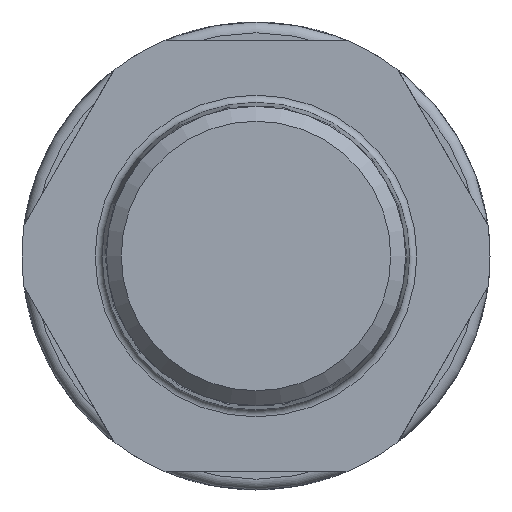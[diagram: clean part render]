
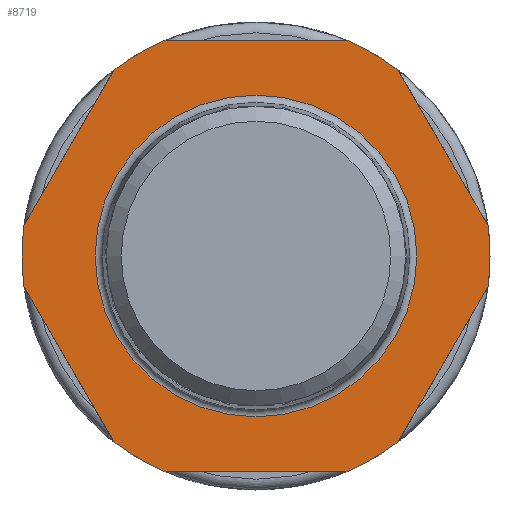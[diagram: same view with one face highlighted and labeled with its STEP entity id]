
A CAD part, left-side view. The second image highlights one B-rep face of the part: STEP entity #8719.
In plain terms, the highlighted planar face has unit normal (-1, 0, 0).
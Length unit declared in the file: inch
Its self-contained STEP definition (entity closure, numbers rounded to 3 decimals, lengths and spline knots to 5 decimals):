
#139=FACE_BOUND('',#2352,.T.);
#978=LINE('',#18201,#1295);
#981=LINE('',#18227,#1298);
#984=LINE('',#18253,#1301);
#987=LINE('',#18279,#1304);
#990=LINE('',#18297,#1307);
#993=LINE('',#18334,#1310);
#1295=VECTOR('',#12001,0.3937);
#1298=VECTOR('',#12006,0.3937);
#1301=VECTOR('',#12011,0.3937);
#1304=VECTOR('',#12016,0.3937);
#1307=VECTOR('',#12021,0.3937);
#1310=VECTOR('',#12026,0.3937);
#1880=FACE_OUTER_BOUND('',#2351,.T.);
#2351=EDGE_LOOP('',(#7594,#7595,#7596,#7597,#7598,#7599,#7600,#7601,#7602,
#7603,#7604,#7605));
#2352=EDGE_LOOP('',(#7606,#7607));
#2885=CIRCLE('',#9728,0.63976);
#2887=CIRCLE('',#9731,0.63976);
#2888=CIRCLE('',#9733,0.63976);
#2891=CIRCLE('',#9737,0.63976);
#2892=CIRCLE('',#9739,0.63976);
#2898=CIRCLE('',#9747,0.63976);
#2899=CIRCLE('',#9748,0.43976);
#2900=CIRCLE('',#9749,0.43976);
#3730=VERTEX_POINT('',#18198);
#3731=VERTEX_POINT('',#18200);
#3734=VERTEX_POINT('',#18224);
#3735=VERTEX_POINT('',#18226);
#3738=VERTEX_POINT('',#18250);
#3739=VERTEX_POINT('',#18252);
#3742=VERTEX_POINT('',#18276);
#3743=VERTEX_POINT('',#18278);
#3746=VERTEX_POINT('',#18294);
#3747=VERTEX_POINT('',#18296);
#3751=VERTEX_POINT('',#18331);
#3752=VERTEX_POINT('',#18333);
#3755=VERTEX_POINT('',#18360);
#3756=VERTEX_POINT('',#18361);
#5007=EDGE_CURVE('',#3731,#3730,#978,.T.);
#5011=EDGE_CURVE('',#3735,#3734,#981,.T.);
#5015=EDGE_CURVE('',#3739,#3738,#984,.T.);
#5019=EDGE_CURVE('',#3743,#3742,#987,.T.);
#5023=EDGE_CURVE('',#3747,#3746,#990,.T.);
#5028=EDGE_CURVE('',#3752,#3751,#993,.T.);
#5031=EDGE_CURVE('',#3752,#3742,#2885,.T.);
#5033=EDGE_CURVE('',#3743,#3738,#2887,.T.);
#5034=EDGE_CURVE('',#3735,#3746,#2888,.T.);
#5037=EDGE_CURVE('',#3739,#3734,#2891,.T.);
#5038=EDGE_CURVE('',#3731,#3751,#2892,.T.);
#5044=EDGE_CURVE('',#3747,#3730,#2898,.T.);
#5045=EDGE_CURVE('',#3755,#3756,#2899,.T.);
#5046=EDGE_CURVE('',#3756,#3755,#2900,.T.);
#7594=ORIENTED_EDGE('',*,*,#5007,.T.);
#7595=ORIENTED_EDGE('',*,*,#5044,.F.);
#7596=ORIENTED_EDGE('',*,*,#5023,.T.);
#7597=ORIENTED_EDGE('',*,*,#5034,.F.);
#7598=ORIENTED_EDGE('',*,*,#5011,.T.);
#7599=ORIENTED_EDGE('',*,*,#5037,.F.);
#7600=ORIENTED_EDGE('',*,*,#5015,.T.);
#7601=ORIENTED_EDGE('',*,*,#5033,.F.);
#7602=ORIENTED_EDGE('',*,*,#5019,.T.);
#7603=ORIENTED_EDGE('',*,*,#5031,.F.);
#7604=ORIENTED_EDGE('',*,*,#5028,.T.);
#7605=ORIENTED_EDGE('',*,*,#5038,.F.);
#7606=ORIENTED_EDGE('',*,*,#5045,.T.);
#7607=ORIENTED_EDGE('',*,*,#5046,.T.);
#7789=PLANE('',#9746);
#8719=ADVANCED_FACE('',(#1880,#139),#7789,.T.);
#9728=AXIS2_PLACEMENT_3D('',#18338,#12032,#12033);
#9731=AXIS2_PLACEMENT_3D('',#18341,#12038,#12039);
#9733=AXIS2_PLACEMENT_3D('',#18343,#12042,#12043);
#9737=AXIS2_PLACEMENT_3D('',#18347,#12050,#12051);
#9739=AXIS2_PLACEMENT_3D('',#18349,#12054,#12055);
#9746=AXIS2_PLACEMENT_3D('',#18358,#12068,#12069);
#9747=AXIS2_PLACEMENT_3D('',#18359,#12070,#12071);
#9748=AXIS2_PLACEMENT_3D('',#18362,#12072,#12073);
#9749=AXIS2_PLACEMENT_3D('',#18363,#12074,#12075);
#12001=DIRECTION('',(0.,-0.5,-0.866));
#12006=DIRECTION('',(0.,-0.5,0.866));
#12011=DIRECTION('',(0.,0.5,0.866));
#12016=DIRECTION('',(0.,1.,0.));
#12021=DIRECTION('',(0.,-1.,0.));
#12026=DIRECTION('',(0.,0.5,-0.866));
#12032=DIRECTION('center_axis',(1.,0.,0.));
#12033=DIRECTION('ref_axis',(0.,0.,
1.));
#12038=DIRECTION('center_axis',(1.,0.,0.));
#12039=DIRECTION('ref_axis',(0.,0.,
1.));
#12042=DIRECTION('center_axis',(1.,0.,0.));
#12043=DIRECTION('ref_axis',(0.,0.,
1.));
#12050=DIRECTION('center_axis',(1.,0.,0.));
#12051=DIRECTION('ref_axis',(0.,0.,
1.));
#12054=DIRECTION('center_axis',(1.,0.,0.));
#12055=DIRECTION('ref_axis',(0.,0.,
1.));
#12068=DIRECTION('center_axis',(-1.,0.,0.));
#12069=DIRECTION('ref_axis',(0.,0.,
-1.));
#12070=DIRECTION('center_axis',(1.,0.,0.));
#12071=DIRECTION('ref_axis',(0.,0.,
1.));
#12072=DIRECTION('center_axis',(1.,0.,0.));
#12073=DIRECTION('ref_axis',(0.,0.,
1.));
#12074=DIRECTION('center_axis',(1.,0.,0.));
#12075=DIRECTION('ref_axis',(0.,0.,
1.));
#18198=CARTESIAN_POINT('',(-1.16732,0.3884,-0.50837));
#18200=CARTESIAN_POINT('',(-1.16732,0.63446,-0.08218));
#18201=CARTESIAN_POINT('',(-1.16732,0.49298,-0.32724));
#18224=CARTESIAN_POINT('',(-1.16732,-0.63446,-0.08218));
#18226=CARTESIAN_POINT('',(-1.16732,-0.3884,-0.50837));
#18227=CARTESIAN_POINT('',(-1.16732,-0.52989,-0.26331));
#18250=CARTESIAN_POINT('',(-1.16732,-0.3884,0.50837));
#18252=CARTESIAN_POINT('',(-1.16732,-0.63446,0.08218));
#18253=CARTESIAN_POINT('',(-1.16732,-0.65292,0.05021));
#18276=CARTESIAN_POINT('',(-1.16732,0.24606,0.59055));
#18278=CARTESIAN_POINT('',(-1.16732,-0.24606,0.59055));
#18279=CARTESIAN_POINT('',(-1.16732,-0.44291,0.59055));
#18294=CARTESIAN_POINT('',(-1.16732,-0.24606,-0.59055));
#18296=CARTESIAN_POINT('',(-1.16732,0.24606,-0.59055));
#18297=CARTESIAN_POINT('',(-1.16732,-0.19685,-0.59055));
#18331=CARTESIAN_POINT('',(-1.16732,0.63446,0.08218));
#18333=CARTESIAN_POINT('',(-1.16732,0.3884,0.50837));
#18334=CARTESIAN_POINT('',(-1.16732,0.36995,0.54034));
#18338=CARTESIAN_POINT('Origin',(-1.16732,0.,
0.));
#18341=CARTESIAN_POINT('Origin',(-1.16732,0.,
0.));
#18343=CARTESIAN_POINT('Origin',(-1.16732,0.,
0.));
#18347=CARTESIAN_POINT('Origin',(-1.16732,0.,
0.));
#18349=CARTESIAN_POINT('Origin',(-1.16732,0.,
0.));
#18358=CARTESIAN_POINT('Origin',(-1.16732,-0.63976,0.));
#18359=CARTESIAN_POINT('Origin',(-1.16732,0.,
0.));
#18360=CARTESIAN_POINT('',(-1.16732,-0.43976,0.));
#18361=CARTESIAN_POINT('',(-1.16732,0.,-0.43976));
#18362=CARTESIAN_POINT('Origin',(-1.16732,0.,
0.));
#18363=CARTESIAN_POINT('Origin',(-1.16732,0.,
0.));
